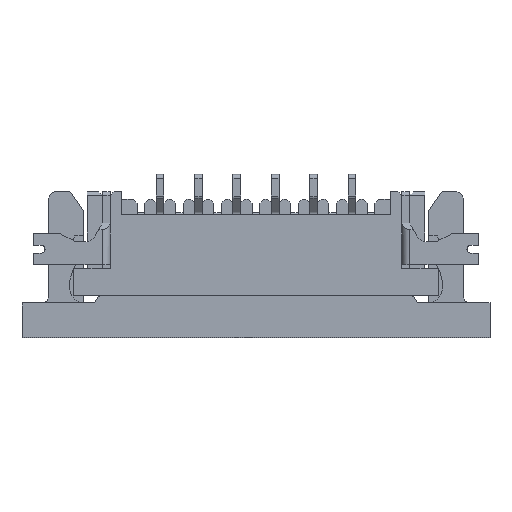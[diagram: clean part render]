
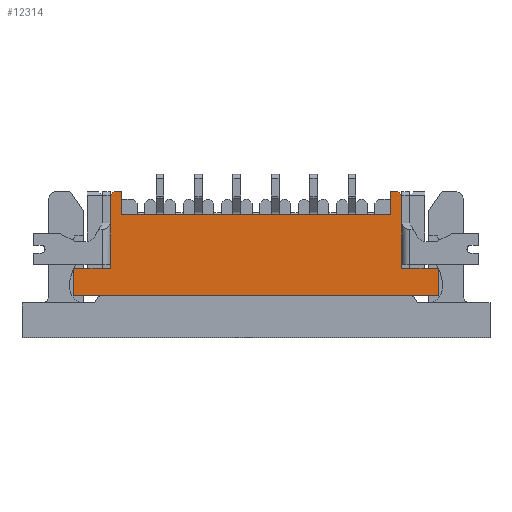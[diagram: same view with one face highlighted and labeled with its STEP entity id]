
A CAD part, top view. The second image highlights one B-rep face of the part: STEP entity #12314.
In plain terms, the highlighted planar face has unit normal (0, 0, 1).
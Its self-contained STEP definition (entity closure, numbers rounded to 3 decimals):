
#694=ORIENTED_EDGE('',*,*,#4421,.T.);
#695=ORIENTED_EDGE('',*,*,#4422,.T.);
#696=ORIENTED_EDGE('',*,*,#4423,.T.);
#697=ORIENTED_EDGE('',*,*,#4424,.T.);
#698=ORIENTED_EDGE('',*,*,#4425,.T.);
#699=ORIENTED_EDGE('',*,*,#4426,.F.);
#700=ORIENTED_EDGE('',*,*,#4427,.F.);
#701=ORIENTED_EDGE('',*,*,#4428,.T.);
#702=ORIENTED_EDGE('',*,*,#4429,.T.);
#703=ORIENTED_EDGE('',*,*,#4430,.T.);
#704=ORIENTED_EDGE('',*,*,#4431,.F.);
#705=ORIENTED_EDGE('',*,*,#4432,.F.);
#706=ORIENTED_EDGE('',*,*,#4433,.T.);
#707=ORIENTED_EDGE('',*,*,#4434,.T.);
#4421=EDGE_CURVE('',#6272,#6273,#7493,.T.);
#4422=EDGE_CURVE('',#6273,#6274,#7494,.T.);
#4423=EDGE_CURVE('',#6274,#6275,#7495,.T.);
#4424=EDGE_CURVE('',#6275,#6276,#7496,.T.);
#4425=EDGE_CURVE('',#6276,#6277,#7497,.T.);
#4426=EDGE_CURVE('',#6278,#6277,#7498,.T.);
#4427=EDGE_CURVE('',#6279,#6278,#7499,.T.);
#4428=EDGE_CURVE('',#6279,#6280,#7500,.T.);
#4429=EDGE_CURVE('',#6280,#6281,#7501,.T.);
#4430=EDGE_CURVE('',#6281,#6282,#7502,.T.);
#4431=EDGE_CURVE('',#6283,#6282,#7503,.T.);
#4432=EDGE_CURVE('',#6284,#6283,#7504,.T.);
#4433=EDGE_CURVE('',#6284,#6285,#7505,.T.);
#4434=EDGE_CURVE('',#6285,#6272,#7506,.T.);
#6272=VERTEX_POINT('',#17651);
#6273=VERTEX_POINT('',#17652);
#6274=VERTEX_POINT('',#17654);
#6275=VERTEX_POINT('',#17656);
#6276=VERTEX_POINT('',#17658);
#6277=VERTEX_POINT('',#17660);
#6278=VERTEX_POINT('',#17662);
#6279=VERTEX_POINT('',#17664);
#6280=VERTEX_POINT('',#17666);
#6281=VERTEX_POINT('',#17668);
#6282=VERTEX_POINT('',#17670);
#6283=VERTEX_POINT('',#17672);
#6284=VERTEX_POINT('',#17674);
#6285=VERTEX_POINT('',#17676);
#7493=LINE('',#17650,#9115);
#7494=LINE('',#17653,#9116);
#7495=LINE('',#17655,#9117);
#7496=LINE('',#17657,#9118);
#7497=LINE('',#17659,#9119);
#7498=LINE('',#17661,#9120);
#7499=LINE('',#17663,#9121);
#7500=LINE('',#17665,#9122);
#7501=LINE('',#17667,#9123);
#7502=LINE('',#17669,#9124);
#7503=LINE('',#17671,#9125);
#7504=LINE('',#17673,#9126);
#7505=LINE('',#17675,#9127);
#7506=LINE('',#17677,#9128);
#9115=VECTOR('',#14165,1000.);
#9116=VECTOR('',#14166,1000.);
#9117=VECTOR('',#14167,1000.);
#9118=VECTOR('',#14168,1000.);
#9119=VECTOR('',#14169,1000.);
#9120=VECTOR('',#14170,1000.);
#9121=VECTOR('',#14171,1000.);
#9122=VECTOR('',#14172,1000.);
#9123=VECTOR('',#14173,1000.);
#9124=VECTOR('',#14174,1000.);
#9125=VECTOR('',#14175,1000.);
#9126=VECTOR('',#14176,1000.);
#9127=VECTOR('',#14177,1000.);
#9128=VECTOR('',#14178,1000.);
#10593=EDGE_LOOP('',(#694,#695,#696,#697,#698,#699,#700,#701,#702,#703,
#704,#705,#706,#707));
#11209=FACE_BOUND('',#10593,.T.);
#11812=PLANE('',#13015);
#12314=ADVANCED_FACE('',(#11209),#11812,.T.);
#13015=AXIS2_PLACEMENT_3D('',#17649,#14163,#14164);
#14163=DIRECTION('',(0.,0.,1.));
#14164=DIRECTION('',(1.,0.,0.));
#14165=DIRECTION('',(0.,-1.,0.));
#14166=DIRECTION('',(-1.,0.,0.));
#14167=DIRECTION('',(0.,1.,0.));
#14168=DIRECTION('',(-1.,0.,0.));
#14169=DIRECTION('',(-0.707,-0.707,0.));
#14170=DIRECTION('',(0.,1.,0.));
#14171=DIRECTION('',(1.,0.,0.));
#14172=DIRECTION('',(0.,-1.,0.));
#14173=DIRECTION('',(1.,0.,0.));
#14174=DIRECTION('',(0.,1.,0.));
#14175=DIRECTION('',(1.,0.,0.));
#14176=DIRECTION('',(0.,-1.,0.));
#14177=DIRECTION('',(-0.707,0.707,0.));
#14178=DIRECTION('',(-1.,0.,0.));
#17649=CARTESIAN_POINT('',(0.,0.,0.6));
#17650=CARTESIAN_POINT('',(3.5,1.35,0.6));
#17651=CARTESIAN_POINT('',(3.5,1.35,0.6));
#17652=CARTESIAN_POINT('',(3.5,0.75,0.6));
#17653=CARTESIAN_POINT('',(-2.9,0.75,0.6));
#17654=CARTESIAN_POINT('',(-3.5,0.75,0.6));
#17655=CARTESIAN_POINT('',(-3.5,1.15,0.6));
#17656=CARTESIAN_POINT('',(-3.5,1.35,0.6));
#17657=CARTESIAN_POINT('',(4.75,1.35,0.6));
#17658=CARTESIAN_POINT('',(-3.7,1.35,0.6));
#17659=CARTESIAN_POINT('',(-2.525,2.525,0.6));
#17660=CARTESIAN_POINT('',(-3.8,1.25,0.6));
#17661=CARTESIAN_POINT('',(-3.8,-0.65,0.6));
#17662=CARTESIAN_POINT('',(-3.8,-0.65,0.6));
#17663=CARTESIAN_POINT('',(-4.75,-0.65,0.6));
#17664=CARTESIAN_POINT('',(-4.75,-0.65,0.6));
#17665=CARTESIAN_POINT('',(-4.75,1.35,0.6));
#17666=CARTESIAN_POINT('',(-4.75,-1.35,0.6));
#17667=CARTESIAN_POINT('',(-4.75,-1.35,0.6));
#17668=CARTESIAN_POINT('',(4.75,-1.35,0.6));
#17669=CARTESIAN_POINT('',(4.75,-1.35,0.6));
#17670=CARTESIAN_POINT('',(4.75,-0.65,0.6));
#17671=CARTESIAN_POINT('',(4.4,-0.65,0.6));
#17672=CARTESIAN_POINT('',(3.8,-0.65,0.6));
#17673=CARTESIAN_POINT('',(3.8,1.35,0.6));
#17674=CARTESIAN_POINT('',(3.8,1.25,0.6));
#17675=CARTESIAN_POINT('',(2.525,2.525,0.6));
#17676=CARTESIAN_POINT('',(3.7,1.35,0.6));
#17677=CARTESIAN_POINT('',(4.75,1.35,0.6));
